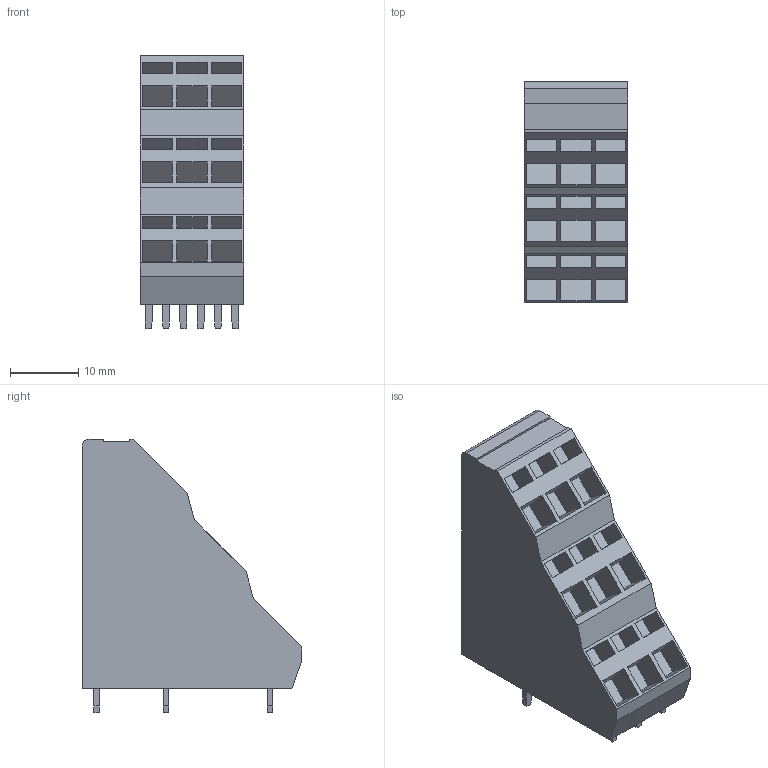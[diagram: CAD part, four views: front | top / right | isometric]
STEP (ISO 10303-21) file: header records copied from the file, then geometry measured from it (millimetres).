
FILE_DESCRIPTION(('CATIA V5 STEP Exchange','CAx-IF Rec.Pracs.--- Model Styling and Organization---1.2---2011-12-15'),'2;1');
FILE_NAME ('D1455660_0_1764920000_1764920000.stp','2018-09-07T08:40:44+00:00',('none'),('Weidmueller'),'CATIA Version 5-6 Release 2014','CATIA V5 STEP AP214','none');
FILE_SCHEMA(('AUTOMOTIVE_DESIGN { 1 0 10303 214 1 1 1 1 }'));
Length unit declared in the file: millimetre
Products named in the file (1): 1764920000
Bounding box: 15.24 x 32.2 x 40.1 mm (x, y, z)
Volume: 11199.7 mm3; surface area: 4647.5 mm2
Topology: 10 solids, 10 shells, 179 faces, 459 edges, 318 vertices
Faces by surface type: plane 178, cylinder 1
Entity records: 4896 total; most frequent: ORIENTED_EDGE 918, CARTESIAN_POINT 860, DIRECTION 623, EDGE_CURVE 459, VECTOR 457, LINE 457, VERTEX_POINT 318, EDGE_LOOP 197
